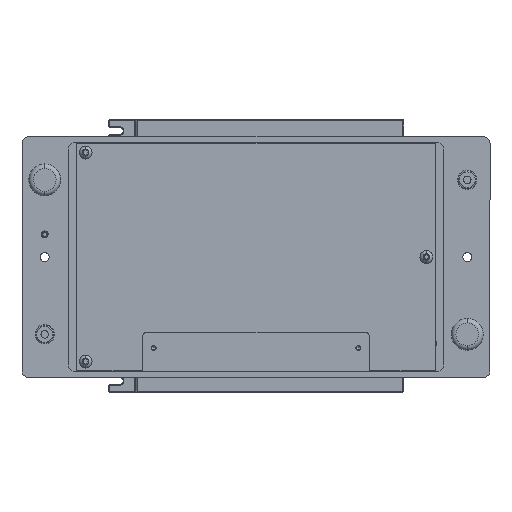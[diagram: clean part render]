
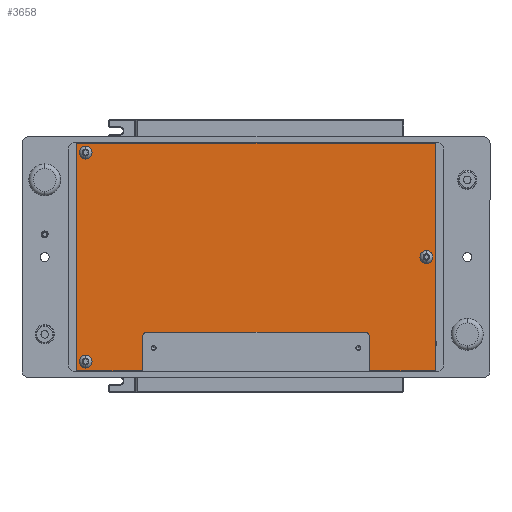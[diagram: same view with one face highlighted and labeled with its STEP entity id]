
A CAD part, front view. The second image highlights one B-rep face of the part: STEP entity #3658.
In plain terms, the highlighted planar face has unit normal (0, -1, 0).
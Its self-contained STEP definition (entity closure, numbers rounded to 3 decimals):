
#295 = CARTESIAN_POINT ( 'NONE',  ( 75., 0., 0. ) ) ;
#399 = EDGE_CURVE ( 'NONE', #16729, #4653, #9681, .T. ) ;
#424 = DIRECTION ( 'NONE',  ( 0., 0., 1. ) ) ;
#671 = DIRECTION ( 'NONE',  ( 0., 1., 0. ) ) ;
#794 = EDGE_CURVE ( 'NONE', #13584, #2847, #12204, .T. ) ;
#843 = CARTESIAN_POINT ( 'NONE',  ( 50., 0., -35. ) ) ;
#877 = AXIS2_PLACEMENT_3D ( 'NONE', #29501, #24456, #29085 ) ;
#2083 = VERTEX_POINT ( 'NONE', #843 ) ;
#2251 = AXIS2_PLACEMENT_3D ( 'NONE', #21058, #13880, #18797 ) ;
#2265 = VERTEX_POINT ( 'NONE', #3399 ) ;
#2753 = VECTOR ( 'NONE', #424, 1000. ) ;
#2847 = VERTEX_POINT ( 'NONE', #22196 ) ;
#2999 = EDGE_CURVE ( 'NONE', #30105, #2083, #11985, .T. ) ;
#3399 = CARTESIAN_POINT ( 'NONE',  ( -75., 0., 47.6 ) ) ;
#3469 = CARTESIAN_POINT ( 'NONE',  ( 79., 0., 50. ) ) ;
#3477 = LINE ( 'NONE', #14471, #2753 ) ;
#3658 = ADVANCED_FACE ( 'NONE', ( #14885, #11576, #15988, #9734 ), #4050, .T. ) ;
#3918 = CARTESIAN_POINT ( 'NONE',  ( -75., 0., 44.4 ) ) ;
#4050 = PLANE ( 'NONE',  #5533 ) ;
#4129 = ORIENTED_EDGE ( 'NONE', *, *, #23644, .T. ) ;
#4356 = VERTEX_POINT ( 'NONE', #3918 ) ;
#4451 = VERTEX_POINT ( 'NONE', #23167 ) ;
#4653 = VERTEX_POINT ( 'NONE', #8192 ) ;
#4775 = DIRECTION ( 'NONE',  ( 0., 1., 0. ) ) ;
#4814 = EDGE_CURVE ( 'NONE', #13068, #14648, #22499, .T. ) ;
#4832 = CARTESIAN_POINT ( 'NONE',  ( -79., 0., 50. ) ) ;
#5003 = ORIENTED_EDGE ( 'NONE', *, *, #20651, .F. ) ;
#5109 = EDGE_CURVE ( 'NONE', #27960, #4451, #18454, .T. ) ;
#5132 = AXIS2_PLACEMENT_3D ( 'NONE', #22811, #27604, #15955 ) ;
#5206 = DIRECTION ( 'NONE',  ( 0., 0., 1. ) ) ;
#5533 = AXIS2_PLACEMENT_3D ( 'NONE', #29981, #27508, #18314 ) ;
#5759 = ORIENTED_EDGE ( 'NONE', *, *, #5109, .T. ) ;
#6784 = DIRECTION ( 'NONE',  ( 1., 0., 0. ) ) ;
#6920 = CARTESIAN_POINT ( 'NONE',  ( 48., 0., -33. ) ) ;
#7020 = CIRCLE ( 'NONE', #877, 1.6 ) ;
#7178 = EDGE_CURVE ( 'NONE', #2265, #4356, #28228, .T. ) ;
#7226 = CARTESIAN_POINT ( 'NONE',  ( 79., 0., -50. ) ) ;
#7553 = AXIS2_PLACEMENT_3D ( 'NONE', #20157, #27406, #10714 ) ;
#8159 = ORIENTED_EDGE ( 'NONE', *, *, #11485, .T. ) ;
#8192 = CARTESIAN_POINT ( 'NONE',  ( -48., 0., -33. ) ) ;
#8372 = ORIENTED_EDGE ( 'NONE', *, *, #4814, .F. ) ;
#8600 = CARTESIAN_POINT ( 'NONE',  ( -48., 0., -35. ) ) ;
#9234 = EDGE_LOOP ( 'NONE', ( #12907, #5759 ) ) ;
#9577 = CIRCLE ( 'NONE', #7553, 1.6 ) ;
#9681 = CIRCLE ( 'NONE', #28836, 2. ) ;
#9734 = FACE_BOUND ( 'NONE', #17662, .T. ) ;
#9738 = CARTESIAN_POINT ( 'NONE',  ( -79., 0., -50. ) ) ;
#10675 = CARTESIAN_POINT ( 'NONE',  ( 75., 0., -1.6 ) ) ;
#10714 = DIRECTION ( 'NONE',  ( 0., 0., -1. ) ) ;
#10736 = VECTOR ( 'NONE', #16215, 1000. ) ;
#10898 = EDGE_LOOP ( 'NONE', ( #29683, #24367 ) ) ;
#11296 = ORIENTED_EDGE ( 'NONE', *, *, #17234, .T. ) ;
#11326 = VERTEX_POINT ( 'NONE', #22821 ) ;
#11485 = EDGE_CURVE ( 'NONE', #4653, #30105, #26542, .T. ) ;
#11500 = VECTOR ( 'NONE', #6784, 1000. ) ;
#11576 = FACE_BOUND ( 'NONE', #10898, .T. ) ;
#11985 = CIRCLE ( 'NONE', #5132, 2. ) ;
#12108 = EDGE_CURVE ( 'NONE', #22869, #22322, #29836, .T. ) ;
#12204 = LINE ( 'NONE', #21122, #10736 ) ;
#12283 = CARTESIAN_POINT ( 'NONE',  ( -79., 0., 50. ) ) ;
#12356 = AXIS2_PLACEMENT_3D ( 'NONE', #25892, #4775, #16667 ) ;
#12907 = ORIENTED_EDGE ( 'NONE', *, *, #26043, .T. ) ;
#13040 = AXIS2_PLACEMENT_3D ( 'NONE', #295, #23735, #24144 ) ;
#13068 = VERTEX_POINT ( 'NONE', #14931 ) ;
#13159 = EDGE_CURVE ( 'NONE', #4356, #2265, #9577, .T. ) ;
#13361 = VECTOR ( 'NONE', #5206, 1000. ) ;
#13584 = VERTEX_POINT ( 'NONE', #7226 ) ;
#13849 = DIRECTION ( 'NONE',  ( 0., 0., -1. ) ) ;
#13880 = DIRECTION ( 'NONE',  ( 0., 1., 0. ) ) ;
#14101 = LINE ( 'NONE', #12283, #13361 ) ;
#14471 = CARTESIAN_POINT ( 'NONE',  ( -50., 0., -50. ) ) ;
#14648 = VERTEX_POINT ( 'NONE', #9738 ) ;
#14885 = FACE_OUTER_BOUND ( 'NONE', #21869, .T. ) ;
#14931 = CARTESIAN_POINT ( 'NONE',  ( -50., 0., -50. ) ) ;
#15272 = DIRECTION ( 'NONE',  ( 0., 1., 0. ) ) ;
#15554 = VECTOR ( 'NONE', #20801, 1000. ) ;
#15797 = CARTESIAN_POINT ( 'NONE',  ( 79., 0., 50. ) ) ;
#15955 = DIRECTION ( 'NONE',  ( 0., 0., -1. ) ) ;
#15988 = FACE_BOUND ( 'NONE', #9234, .T. ) ;
#16215 = DIRECTION ( 'NONE',  ( -1., 0., 0. ) ) ;
#16667 = DIRECTION ( 'NONE',  ( 0., 0., 1. ) ) ;
#16702 = EDGE_CURVE ( 'NONE', #14648, #22869, #14101, .T. ) ;
#16729 = VERTEX_POINT ( 'NONE', #21606 ) ;
#17234 = EDGE_CURVE ( 'NONE', #20108, #11326, #30189, .T. ) ;
#17662 = EDGE_LOOP ( 'NONE', ( #11296, #18066 ) ) ;
#17851 = CARTESIAN_POINT ( 'NONE',  ( -79., 0., -50. ) ) ;
#18066 = ORIENTED_EDGE ( 'NONE', *, *, #21595, .T. ) ;
#18314 = DIRECTION ( 'NONE',  ( 0., 0., -1. ) ) ;
#18454 = CIRCLE ( 'NONE', #13040, 1.6 ) ;
#18797 = DIRECTION ( 'NONE',  ( 0., 0., 1. ) ) ;
#19880 = DIRECTION ( 'NONE',  ( 0., 0., -1. ) ) ;
#20108 = VERTEX_POINT ( 'NONE', #29853 ) ;
#20157 = CARTESIAN_POINT ( 'NONE',  ( -75., 0., 46. ) ) ;
#20295 = DIRECTION ( 'NONE',  ( 0., 0., -1. ) ) ;
#20317 = EDGE_CURVE ( 'NONE', #2083, #2847, #20779, .T. ) ;
#20369 = AXIS2_PLACEMENT_3D ( 'NONE', #23926, #671, #23819 ) ;
#20622 = CARTESIAN_POINT ( 'NONE',  ( 50., 0., -50. ) ) ;
#20651 = EDGE_CURVE ( 'NONE', #22322, #13584, #24724, .T. ) ;
#20664 = CIRCLE ( 'NONE', #2251, 1.6 ) ;
#20703 = ORIENTED_EDGE ( 'NONE', *, *, #12108, .F. ) ;
#20779 = LINE ( 'NONE', #20622, #21131 ) ;
#20801 = DIRECTION ( 'NONE',  ( -1., 0., 0. ) ) ;
#21058 = CARTESIAN_POINT ( 'NONE',  ( -75., 0., -46. ) ) ;
#21122 = CARTESIAN_POINT ( 'NONE',  ( -79., 0., -50. ) ) ;
#21131 = VECTOR ( 'NONE', #13849, 1000. ) ;
#21419 = VECTOR ( 'NONE', #25370, 1000. ) ;
#21595 = EDGE_CURVE ( 'NONE', #11326, #20108, #20664, .T. ) ;
#21606 = CARTESIAN_POINT ( 'NONE',  ( -50., 0., -35. ) ) ;
#21869 = EDGE_LOOP ( 'NONE', ( #4129, #27434, #8159, #24414, #29186, #25731, #5003, #20703, #29669, #8372 ) ) ;
#22196 = CARTESIAN_POINT ( 'NONE',  ( 50., 0., -50. ) ) ;
#22322 = VERTEX_POINT ( 'NONE', #15797 ) ;
#22499 = LINE ( 'NONE', #17851, #15554 ) ;
#22811 = CARTESIAN_POINT ( 'NONE',  ( 48., 0., -35. ) ) ;
#22821 = CARTESIAN_POINT ( 'NONE',  ( -75., 0., -47.6 ) ) ;
#22869 = VERTEX_POINT ( 'NONE', #22913 ) ;
#22913 = CARTESIAN_POINT ( 'NONE',  ( -79., 0., 50. ) ) ;
#22928 = VECTOR ( 'NONE', #19880, 1000. ) ;
#23167 = CARTESIAN_POINT ( 'NONE',  ( 75., 0., 1.6 ) ) ;
#23644 = EDGE_CURVE ( 'NONE', #13068, #16729, #3477, .T. ) ;
#23735 = DIRECTION ( 'NONE',  ( 0., 1., 0. ) ) ;
#23819 = DIRECTION ( 'NONE',  ( 0., 0., -1. ) ) ;
#23926 = CARTESIAN_POINT ( 'NONE',  ( -75., 0., 46. ) ) ;
#24144 = DIRECTION ( 'NONE',  ( 0., 0., 1. ) ) ;
#24367 = ORIENTED_EDGE ( 'NONE', *, *, #13159, .T. ) ;
#24414 = ORIENTED_EDGE ( 'NONE', *, *, #2999, .T. ) ;
#24456 = DIRECTION ( 'NONE',  ( 0., 1., 0. ) ) ;
#24724 = LINE ( 'NONE', #3469, #22928 ) ;
#25370 = DIRECTION ( 'NONE',  ( 1., 0., 0. ) ) ;
#25475 = CARTESIAN_POINT ( 'NONE',  ( -48., 0., -33. ) ) ;
#25731 = ORIENTED_EDGE ( 'NONE', *, *, #794, .F. ) ;
#25892 = CARTESIAN_POINT ( 'NONE',  ( -75., 0., -46. ) ) ;
#26043 = EDGE_CURVE ( 'NONE', #4451, #27960, #7020, .T. ) ;
#26542 = LINE ( 'NONE', #25475, #21419 ) ;
#27406 = DIRECTION ( 'NONE',  ( 0., 1., 0. ) ) ;
#27434 = ORIENTED_EDGE ( 'NONE', *, *, #399, .T. ) ;
#27508 = DIRECTION ( 'NONE',  ( 0., -1., 0. ) ) ;
#27604 = DIRECTION ( 'NONE',  ( 0., 1., 0. ) ) ;
#27960 = VERTEX_POINT ( 'NONE', #10675 ) ;
#28228 = CIRCLE ( 'NONE', #20369, 1.6 ) ;
#28836 = AXIS2_PLACEMENT_3D ( 'NONE', #8600, #15272, #20295 ) ;
#29085 = DIRECTION ( 'NONE',  ( 0., 0., 1. ) ) ;
#29186 = ORIENTED_EDGE ( 'NONE', *, *, #20317, .T. ) ;
#29501 = CARTESIAN_POINT ( 'NONE',  ( 75., 0., 0. ) ) ;
#29669 = ORIENTED_EDGE ( 'NONE', *, *, #16702, .F. ) ;
#29683 = ORIENTED_EDGE ( 'NONE', *, *, #7178, .T. ) ;
#29836 = LINE ( 'NONE', #4832, #11500 ) ;
#29853 = CARTESIAN_POINT ( 'NONE',  ( -75., 0., -44.4 ) ) ;
#29981 = CARTESIAN_POINT ( 'NONE',  ( -79., 0., -50. ) ) ;
#30105 = VERTEX_POINT ( 'NONE', #6920 ) ;
#30189 = CIRCLE ( 'NONE', #12356, 1.6 ) ;
